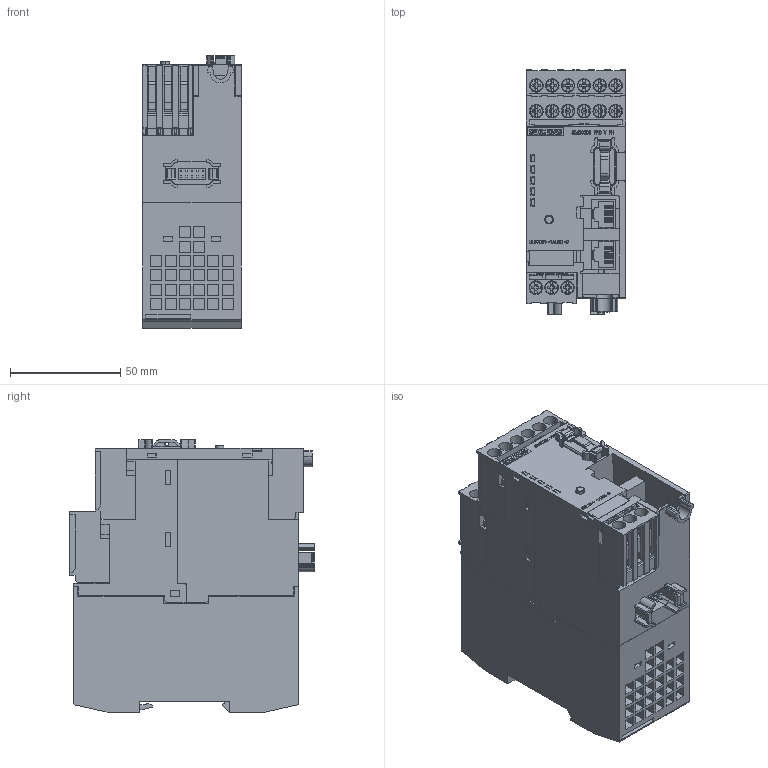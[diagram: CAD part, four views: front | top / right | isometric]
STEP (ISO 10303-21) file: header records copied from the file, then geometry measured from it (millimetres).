
FILE_DESCRIPTION(('STEP AP214'),'1');
FILE_NAME('cctmp_91ED5FA7-D68F-4906-B057-A92FCC040838_2023_07_21_14_52_53_0335..stp','2023-07-21T12:52:55',('SIEMENS A&D'),('CADClick - www.CADClick.com'),'Spatial InterOp 3D postprocessed',' ','unknown authorization');
FILE_SCHEMA(('AUTOMOTIVE_DESIGN'));
Length unit declared in the file: millimetre
Products named in the file (1): 2023_07_21_14_52_53_0226
Bounding box: 45 x 111.15 x 124 mm (x, y, z)
Volume: 449171.4 mm3; surface area: 102149 mm2
Topology: 1 solids, 1 shells, 3126 faces, 8765 edges, 5789 vertices
Faces by surface type: plane 2628, cylinder 390, cone 90, torus 18
Entity records: 109155 total; most frequent: CARTESIAN_POINT 18085, ORIENTED_EDGE 17514, DIRECTION 16032, EDGE_CURVE 8757, LINE 7480, VECTOR 7480, VERTEX_POINT 5789, AXIS2_PLACEMENT_3D 4276
